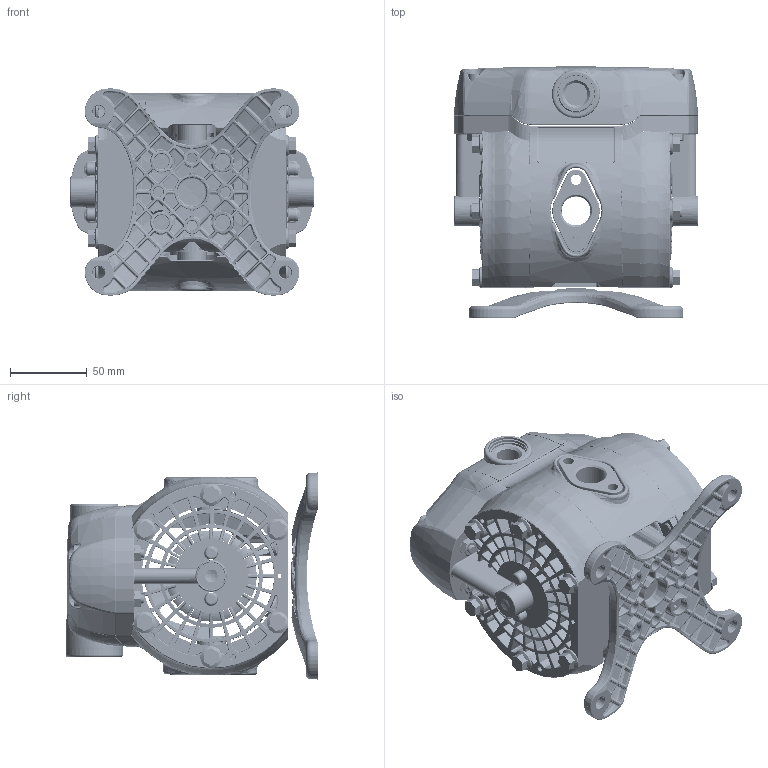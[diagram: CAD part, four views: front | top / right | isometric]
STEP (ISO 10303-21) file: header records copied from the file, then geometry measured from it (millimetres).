
FILE_DESCRIPTION (( 'STEP AP214' ), '1' );
FILE_NAME ('553164-DF30PPP23THBAS.STEP', '2017-02-03T09:01:18', ( '' ), ( '' ), 'SwSTEP 2.0', 'SolidWorks 2017', '' );
FILE_SCHEMA (( 'AUTOMOTIVE_DESIGN' ));
Length unit declared in the file: millimetre
Products named in the file (1): 553164-DF30PPP23THBAS
Bounding box: 160.08 x 165.05 x 135.26 mm (x, y, z)
Surface area: 233067.9 mm2 (no closed solid volume)
Topology: 0 solids, 82 shells, 5349 faces, 15391 edges, 9816 vertices
Faces by surface type: bspline 1780, cylinder 1499, torus 801, plane 775, cone 285, sphere 209
Entity records: 283649 total; most frequent: CARTESIAN_POINT 101051, ORIENTED_EDGE 26126, DIRECTION 24008, EDGE_CURVE 15355, AXIS2_PLACEMENT_3D 10306, VERTEX_POINT 9804, CIRCLE 6736, EDGE_LOOP 5588
